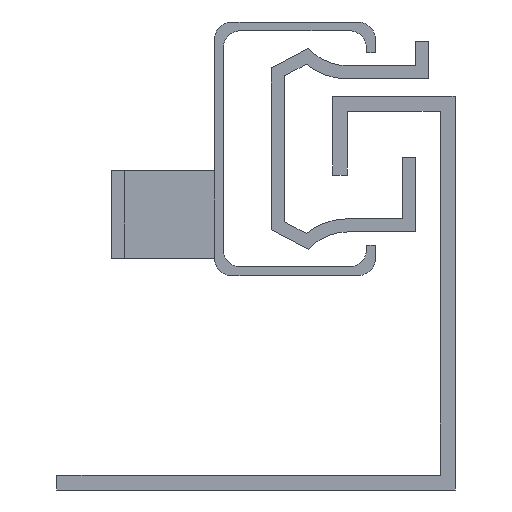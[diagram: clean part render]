
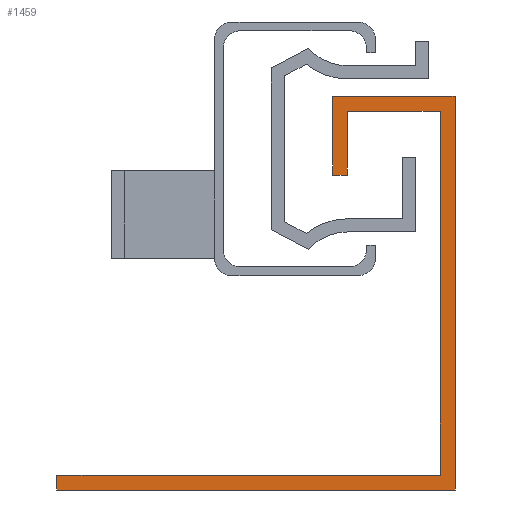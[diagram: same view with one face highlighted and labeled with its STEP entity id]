
A CAD part, left-side view. The second image highlights one B-rep face of the part: STEP entity #1459.
In plain terms, the highlighted planar face has unit normal (-1, 0, 0).
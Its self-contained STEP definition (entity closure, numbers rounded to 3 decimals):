
#108 = CARTESIAN_POINT ( 'NONE',  ( 0., 12.3, 36. ) ) ;
#268 = CARTESIAN_POINT ( 'NONE',  ( 0., 1.7, 1.7 ) ) ;
#315 = CARTESIAN_POINT ( 'NONE',  ( 0., 1.7, 43.3 ) ) ;
#392 = LINE ( 'NONE', #2460, #3133 ) ;
#405 = VECTOR ( 'NONE', #4423, 1000. ) ;
#578 = LINE ( 'NONE', #2642, #1063 ) ;
#642 = VERTEX_POINT ( 'NONE', #3912 ) ;
#720 = CARTESIAN_POINT ( 'NONE',  ( 0., 14., 36. ) ) ;
#835 = VERTEX_POINT ( 'NONE', #4078 ) ;
#952 = CARTESIAN_POINT ( 'NONE',  ( 0., 0., 0. ) ) ;
#1008 = LINE ( 'NONE', #2020, #1740 ) ;
#1063 = VECTOR ( 'NONE', #4686, 1000. ) ;
#1175 = ORIENTED_EDGE ( 'NONE', *, *, #1746, .F. ) ;
#1330 = FACE_OUTER_BOUND ( 'NONE', #4946, .T. ) ;
#1372 = VECTOR ( 'NONE', #5982, 1000. ) ;
#1435 = PLANE ( 'NONE',  #2740 ) ;
#1459 = ADVANCED_FACE ( 'NONE', ( #1330 ), #1435, .F. ) ;
#1472 = VERTEX_POINT ( 'NONE', #315 ) ;
#1625 = EDGE_CURVE ( 'NONE', #1886, #835, #6118, .T. ) ;
#1719 = ORIENTED_EDGE ( 'NONE', *, *, #5629, .F. ) ;
#1740 = VECTOR ( 'NONE', #3982, 1000. ) ;
#1745 = LINE ( 'NONE', #6424, #4114 ) ;
#1746 = EDGE_CURVE ( 'NONE', #3756, #5961, #578, .T. ) ;
#1853 = VERTEX_POINT ( 'NONE', #5028 ) ;
#1885 = VECTOR ( 'NONE', #4529, 1000. ) ;
#1886 = VERTEX_POINT ( 'NONE', #952 ) ;
#1903 = DIRECTION ( 'NONE',  ( 0., 0., -1. ) ) ;
#1955 = DIRECTION ( 'NONE',  ( 0., 0., -1. ) ) ;
#1976 = CARTESIAN_POINT ( 'NONE',  ( 0., 14., 45. ) ) ;
#2020 = CARTESIAN_POINT ( 'NONE',  ( 0., 0., 45. ) ) ;
#2175 = DIRECTION ( 'NONE',  ( 0., 1., 0. ) ) ;
#2336 = DIRECTION ( 'NONE',  ( 0., 0., 1. ) ) ;
#2460 = CARTESIAN_POINT ( 'NONE',  ( 0., 12.3, 43.3 ) ) ;
#2642 = CARTESIAN_POINT ( 'NONE',  ( 0., 14., 36. ) ) ;
#2646 = VERTEX_POINT ( 'NONE', #5199 ) ;
#2740 = AXIS2_PLACEMENT_3D ( 'NONE', #2988, #3388, #1903 ) ;
#2791 = DIRECTION ( 'NONE',  ( 0., 0., 1. ) ) ;
#2802 = ORIENTED_EDGE ( 'NONE', *, *, #1625, .F. ) ;
#2988 = CARTESIAN_POINT ( 'NONE',  ( 0., 0., 0. ) ) ;
#3102 = CARTESIAN_POINT ( 'NONE',  ( 0., 0., 45. ) ) ;
#3133 = VECTOR ( 'NONE', #1955, 1000. ) ;
#3161 = ORIENTED_EDGE ( 'NONE', *, *, #4333, .F. ) ;
#3344 = VERTEX_POINT ( 'NONE', #6108 ) ;
#3360 = VERTEX_POINT ( 'NONE', #3102 ) ;
#3388 = DIRECTION ( 'NONE',  ( 1., 0., 0. ) ) ;
#3402 = EDGE_CURVE ( 'NONE', #1472, #1853, #5949, .T. ) ;
#3692 = ORIENTED_EDGE ( 'NONE', *, *, #6621, .F. ) ;
#3756 = VERTEX_POINT ( 'NONE', #720 ) ;
#3912 = CARTESIAN_POINT ( 'NONE',  ( 0., 12.3, 36. ) ) ;
#3982 = DIRECTION ( 'NONE',  ( 0., 0., -1. ) ) ;
#3988 = CARTESIAN_POINT ( 'NONE',  ( 0., 45.5, 1.7 ) ) ;
#4078 = CARTESIAN_POINT ( 'NONE',  ( 0., 45.5, 0. ) ) ;
#4114 = VECTOR ( 'NONE', #2791, 1000. ) ;
#4123 = VECTOR ( 'NONE', #5471, 1000. ) ;
#4303 = ORIENTED_EDGE ( 'NONE', *, *, #6401, .F. ) ;
#4333 = EDGE_CURVE ( 'NONE', #3344, #2646, #4482, .T. ) ;
#4360 = ORIENTED_EDGE ( 'NONE', *, *, #5964, .F. ) ;
#4423 = DIRECTION ( 'NONE',  ( 0., 1., 0. ) ) ;
#4482 = LINE ( 'NONE', #3988, #1372 ) ;
#4529 = DIRECTION ( 'NONE',  ( 0., 1., 0. ) ) ;
#4550 = VECTOR ( 'NONE', #2175, 1000. ) ;
#4591 = CARTESIAN_POINT ( 'NONE',  ( 0., 0., 0. ) ) ;
#4686 = DIRECTION ( 'NONE',  ( 0., 0., 1. ) ) ;
#4727 = LINE ( 'NONE', #108, #4550 ) ;
#4878 = EDGE_CURVE ( 'NONE', #1853, #642, #392, .T. ) ;
#4890 = LINE ( 'NONE', #268, #5075 ) ;
#4926 = CARTESIAN_POINT ( 'NONE',  ( 0., 1.7, 43.3 ) ) ;
#4946 = EDGE_LOOP ( 'NONE', ( #3692, #1175, #4303, #5727, #6516, #1719, #3161, #4360, #2802, #6064 ) ) ;
#5028 = CARTESIAN_POINT ( 'NONE',  ( 0., 12.3, 43.3 ) ) ;
#5075 = VECTOR ( 'NONE', #2336, 1000. ) ;
#5199 = CARTESIAN_POINT ( 'NONE',  ( 0., 1.7, 1.7 ) ) ;
#5471 = DIRECTION ( 'NONE',  ( 0., -1., 0. ) ) ;
#5629 = EDGE_CURVE ( 'NONE', #2646, #1472, #4890, .T. ) ;
#5632 = EDGE_CURVE ( 'NONE', #3360, #1886, #1008, .T. ) ;
#5727 = ORIENTED_EDGE ( 'NONE', *, *, #4878, .F. ) ;
#5889 = CARTESIAN_POINT ( 'NONE',  ( 0., 14., 45. ) ) ;
#5949 = LINE ( 'NONE', #4926, #405 ) ;
#5961 = VERTEX_POINT ( 'NONE', #5889 ) ;
#5964 = EDGE_CURVE ( 'NONE', #835, #3344, #1745, .T. ) ;
#5982 = DIRECTION ( 'NONE',  ( 0., -1., 0. ) ) ;
#6064 = ORIENTED_EDGE ( 'NONE', *, *, #5632, .F. ) ;
#6108 = CARTESIAN_POINT ( 'NONE',  ( 0., 45.5, 1.7 ) ) ;
#6118 = LINE ( 'NONE', #4591, #1885 ) ;
#6401 = EDGE_CURVE ( 'NONE', #642, #3756, #4727, .T. ) ;
#6424 = CARTESIAN_POINT ( 'NONE',  ( 0., 45.5, 0. ) ) ;
#6495 = LINE ( 'NONE', #1976, #4123 ) ;
#6516 = ORIENTED_EDGE ( 'NONE', *, *, #3402, .F. ) ;
#6621 = EDGE_CURVE ( 'NONE', #5961, #3360, #6495, .T. ) ;
